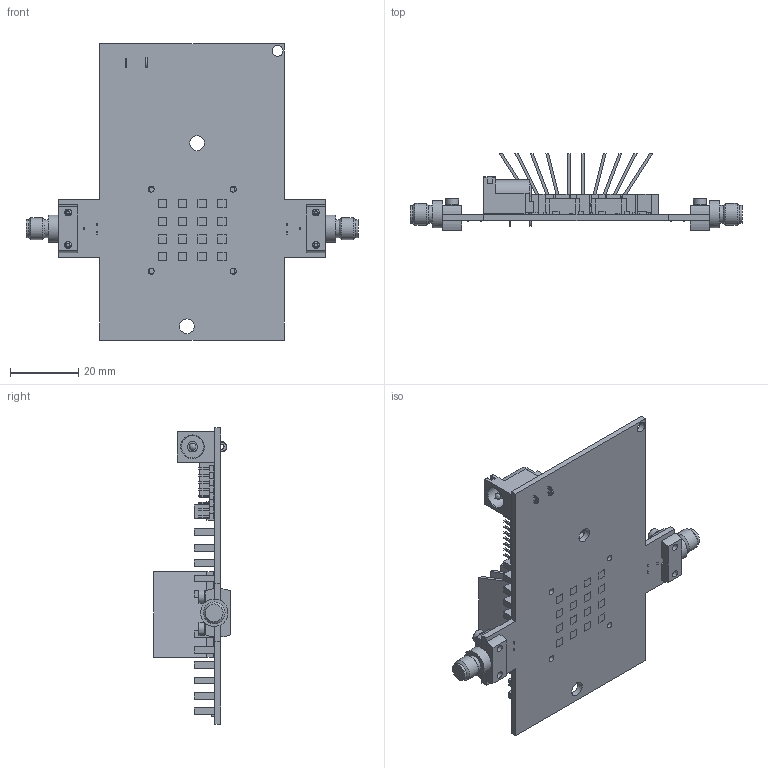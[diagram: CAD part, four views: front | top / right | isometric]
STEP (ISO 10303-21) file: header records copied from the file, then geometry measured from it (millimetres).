
FILE_DESCRIPTION (( 'STEP AP214' ), '1' );
FILE_NAME ('KHA16.24C-SmartArray Web.STEP', '2024-06-04T09:50:32', ( 'LocalAdmin' ), ( '' ), 'SwSTEP 2.0', 'SolidWorks 2022', '' );
FILE_SCHEMA (( 'AUTOMOTIVE_DESIGN' ));
Length unit declared in the file: millimetre
Products named in the file (1): KHA16.24C-SmartArray Web
Bounding box: 97 x 22.39 x 86.5 mm (x, y, z)
Volume: 20816.1 mm3; surface area: 33300.2 mm2
Topology: 365 solids, 365 shells, 2457 faces, 5072 edges, 3358 vertices
Faces by surface type: plane 2334, cylinder 71, cone 40, bspline 12
Full cylindrical faces by diameter (mm): 0.3 x2, 1.25 x1, 1.4 x2, 1.8 x4, 2 x13, 3 x1, 3.2 x1, 3.8 x4, 4.3 x2, 5.15 x4, 6.35 x2, 6.5 x1, 8 x2
Entity records: 100241 total; most frequent: CARTESIAN_POINT 17670, DIRECTION 10012, ORIENTED_EDGE 10000, EDGE_CURVE 5000, LINE 4740, VECTOR 4740, VERTEX_POINT 3346, UNCERTAINTY_MEASURE_WITH_UNIT 2824
